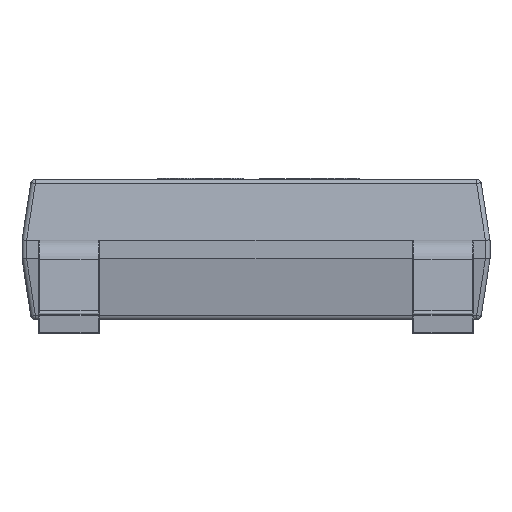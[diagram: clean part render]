
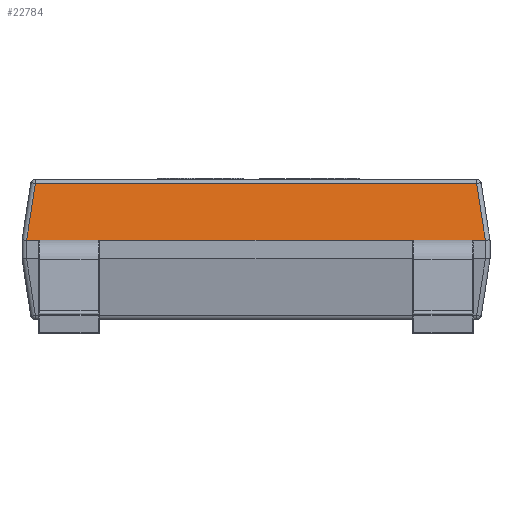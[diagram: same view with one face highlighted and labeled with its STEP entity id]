
A CAD part, front view. The second image highlights one B-rep face of the part: STEP entity #22784.
In plain terms, the highlighted planar face has unit normal (0, -0.988, 0.152).
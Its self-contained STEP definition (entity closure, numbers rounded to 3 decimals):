
#603 = DIRECTION ( 'NONE',  ( -1., 0., 0. ) ) ;
#625 = CARTESIAN_POINT ( 'NONE',  ( -2.45, -2.2, 0.95 ) ) ;
#1045 = PLANE ( 'NONE',  #10825 ) ;
#1377 = EDGE_CURVE ( 'NONE', #16114, #14936, #24056, .T. ) ;
#1482 = DIRECTION ( 'NONE',  ( -0.15, 0.15, 0.977 ) ) ;
#1593 = VERTEX_POINT ( 'NONE', #17395 ) ;
#2013 = VECTOR ( 'NONE', #13677, 1000. ) ;
#2409 = VERTEX_POINT ( 'NONE', #23417 ) ;
#3429 = EDGE_CURVE ( 'NONE', #2409, #16114, #3522, .T. ) ;
#3522 = LINE ( 'NONE', #3650, #2013 ) ;
#3650 = CARTESIAN_POINT ( 'NONE',  ( 0., -2.107, 1.558 ) ) ;
#3833 = CARTESIAN_POINT ( 'NONE',  ( 2.451, -2.2, 0.95 ) ) ;
#4439 = CARTESIAN_POINT ( 'NONE',  ( -2.297, -2.047, 1.945 ) ) ;
#4697 = CARTESIAN_POINT ( 'NONE',  ( 2.45, -2.2, 0.95 ) ) ;
#4765 = FACE_OUTER_BOUND ( 'NONE', #18317, .T. ) ;
#4783 = CARTESIAN_POINT ( 'NONE',  ( -2.451, -2.2, 0.95 ) ) ;
#5428 = VERTEX_POINT ( 'NONE', #6372 ) ;
#6010 = CARTESIAN_POINT ( 'NONE',  ( -2.357, -2.107, 1.558 ) ) ;
#6309 = ORIENTED_EDGE ( 'NONE', *, *, #1377, .T. ) ;
#6372 = CARTESIAN_POINT ( 'NONE',  ( 2.451, -2.2, 0.95 ) ) ;
#6948 = VECTOR ( 'NONE', #603, 1000. ) ;
#9488 = VECTOR ( 'NONE', #1482, 1000. ) ;
#9489 = CARTESIAN_POINT ( 'NONE',  ( 2.45, -2.2, 0.95 ) ) ;
#9880 = VECTOR ( 'NONE', #21640, 1000. ) ;
#10005 =( BOUNDED_CURVE ( )  B_SPLINE_CURVE ( 3, ( #11386, #9489, #21396, #3833 ),
 .UNSPECIFIED., .F., .F. ) 
 B_SPLINE_CURVE_WITH_KNOTS ( ( 4, 4 ),
 ( 0., 0.012 ),
 .UNSPECIFIED. ) 
 CURVE ( )  GEOMETRIC_REPRESENTATION_ITEM ( )  RATIONAL_B_SPLINE_CURVE ( ( 1., 1., 1., 1. ) ) 
 REPRESENTATION_ITEM ( '' )  );
#10373 = CARTESIAN_POINT ( 'NONE',  ( -2.451, -2.2, 0.95 ) ) ;
#10685 = DIRECTION ( 'NONE',  ( -1., 0., 0. ) ) ;
#10825 = AXIS2_PLACEMENT_3D ( 'NONE', #18880, #14797, #10685 ) ;
#11342 = LINE ( 'NONE', #24803, #9488 ) ;
#11386 = CARTESIAN_POINT ( 'NONE',  ( 2.45, -2.2, 0.95 ) ) ;
#11662 = EDGE_CURVE ( 'NONE', #14675, #5428, #10005, .T. ) ;
#11968 = ORIENTED_EDGE ( 'NONE', *, *, #12683, .F. ) ;
#12683 = EDGE_CURVE ( 'NONE', #14675, #1593, #14334, .T. ) ;
#13677 = DIRECTION ( 'NONE',  ( -1., 0., 0. ) ) ;
#14096 = CARTESIAN_POINT ( 'NONE',  ( -2.5, -2.2, 0.95 ) ) ;
#14334 = LINE ( 'NONE', #14096, #6948 ) ;
#14675 = VERTEX_POINT ( 'NONE', #4697 ) ;
#14797 = DIRECTION ( 'NONE',  ( 0., -0.988, 0.152 ) ) ;
#14936 = VERTEX_POINT ( 'NONE', #4783 ) ;
#15541 =( BOUNDED_CURVE ( )  B_SPLINE_CURVE ( 3, ( #10373, #18054, #18550, #625 ),
 .UNSPECIFIED., .F., .F. ) 
 B_SPLINE_CURVE_WITH_KNOTS ( ( 4, 4 ),
 ( 6.272, 6.283 ),
 .UNSPECIFIED. ) 
 CURVE ( )  GEOMETRIC_REPRESENTATION_ITEM ( )  RATIONAL_B_SPLINE_CURVE ( ( 1., 1., 1., 1. ) ) 
 REPRESENTATION_ITEM ( '' )  );
#15735 = EDGE_CURVE ( 'NONE', #5428, #2409, #11342, .T. ) ;
#16114 = VERTEX_POINT ( 'NONE', #6010 ) ;
#17395 = CARTESIAN_POINT ( 'NONE',  ( -2.45, -2.2, 0.95 ) ) ;
#18054 = CARTESIAN_POINT ( 'NONE',  ( -2.45, -2.2, 0.95 ) ) ;
#18317 = EDGE_LOOP ( 'NONE', ( #6309, #18825, #11968, #23414, #22346, #24911 ) ) ;
#18550 = CARTESIAN_POINT ( 'NONE',  ( -2.45, -2.2, 0.95 ) ) ;
#18825 = ORIENTED_EDGE ( 'NONE', *, *, #20508, .T. ) ;
#18880 = CARTESIAN_POINT ( 'NONE',  ( 0., -2.1, 1.6 ) ) ;
#20508 = EDGE_CURVE ( 'NONE', #14936, #1593, #15541, .T. ) ;
#21396 = CARTESIAN_POINT ( 'NONE',  ( 2.45, -2.2, 0.95 ) ) ;
#21640 = DIRECTION ( 'NONE',  ( -0.15, -0.15, -0.977 ) ) ;
#22346 = ORIENTED_EDGE ( 'NONE', *, *, #15735, .T. ) ;
#22784 = ADVANCED_FACE ( 'NONE', ( #4765 ), #1045, .T. ) ;
#23414 = ORIENTED_EDGE ( 'NONE', *, *, #11662, .T. ) ;
#23417 = CARTESIAN_POINT ( 'NONE',  ( 2.357, -2.107, 1.558 ) ) ;
#24056 = LINE ( 'NONE', #4439, #9880 ) ;
#24803 = CARTESIAN_POINT ( 'NONE',  ( 2.297, -2.047, 1.945 ) ) ;
#24911 = ORIENTED_EDGE ( 'NONE', *, *, #3429, .T. ) ;
